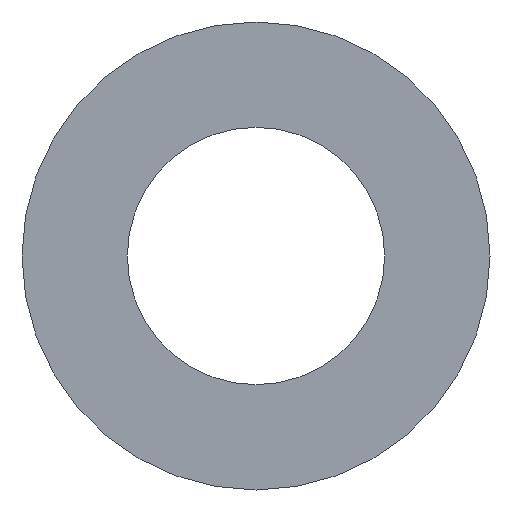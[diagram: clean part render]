
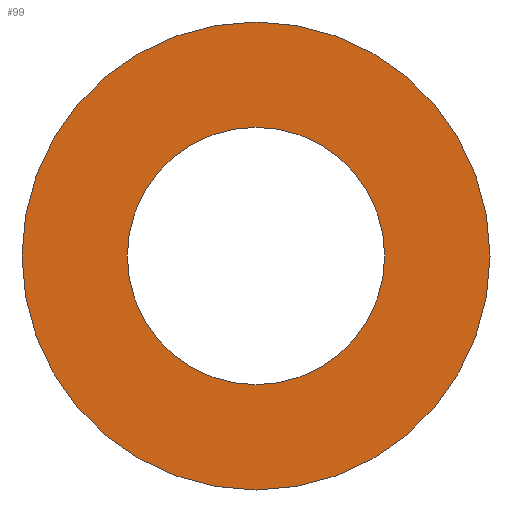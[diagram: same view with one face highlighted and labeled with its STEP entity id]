
A CAD part, front view. The second image highlights one B-rep face of the part: STEP entity #99.
In plain terms, the highlighted planar face has unit normal (0, -1, 0).
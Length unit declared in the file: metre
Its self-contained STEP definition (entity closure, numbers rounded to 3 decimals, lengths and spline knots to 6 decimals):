
#13=PLANE('',#126);
#42=ORIENTED_EDGE('',*,*,#52,.T.);
#43=ORIENTED_EDGE('',*,*,#55,.T.);
#44=ORIENTED_EDGE('',*,*,#57,.F.);
#45=ORIENTED_EDGE('',*,*,#48,.F.);
#48=EDGE_CURVE('',#60,#61,#67,.T.);
#52=EDGE_CURVE('',#65,#64,#69,.T.);
#55=EDGE_CURVE('',#64,#65,#71,.T.);
#57=EDGE_CURVE('',#61,#60,#73,.T.);
#60=VERTEX_POINT('',#167);
#61=VERTEX_POINT('',#169);
#64=VERTEX_POINT('',#176);
#65=VERTEX_POINT('',#178);
#67=CIRCLE('',#115,0.003);
#69=CIRCLE('',#118,0.00165);
#71=CIRCLE('',#121,0.00165);
#73=CIRCLE('',#124,0.003);
#80=EDGE_LOOP('',(#42,#43));
#81=EDGE_LOOP('',(#44,#45));
#88=FACE_BOUND('',#80,.T.);
#89=FACE_BOUND('',#81,.T.);
#99=ADVANCED_FACE('',(#88,#89),#13,.F.);
#115=AXIS2_PLACEMENT_3D('',#168,#134,#135);
#118=AXIS2_PLACEMENT_3D('',#177,#142,#143);
#121=AXIS2_PLACEMENT_3D('',#182,#149,#150);
#124=AXIS2_PLACEMENT_3D('',#185,#155,#156);
#126=AXIS2_PLACEMENT_3D('',#187,#159,#160);
#134=DIRECTION('',(0.,1.,0.));
#135=DIRECTION('',(1.,0.,0.));
#142=DIRECTION('',(0.,1.,0.));
#143=DIRECTION('',(1.,0.,0.));
#149=DIRECTION('',(0.,1.,0.));
#150=DIRECTION('',(1.,0.,0.));
#155=DIRECTION('',(0.,1.,0.));
#156=DIRECTION('',(1.,0.,0.));
#159=DIRECTION('',(0.,1.,0.));
#160=DIRECTION('',(1.,0.,0.));
#167=CARTESIAN_POINT('',(-0.049964,0.,0.046657));
#168=CARTESIAN_POINT('',(-0.052964,0.,0.046657));
#169=CARTESIAN_POINT('',(-0.055964,0.,0.046657));
#176=CARTESIAN_POINT('',(-0.051314,0.,0.046657));
#177=CARTESIAN_POINT('',(-0.052964,0.,0.046657));
#178=CARTESIAN_POINT('',(-0.054614,0.,0.046657));
#182=CARTESIAN_POINT('',(-0.052964,0.,0.046657));
#185=CARTESIAN_POINT('',(-0.052964,0.,0.046657));
#187=CARTESIAN_POINT('',(-0.052964,0.,0.046657));
